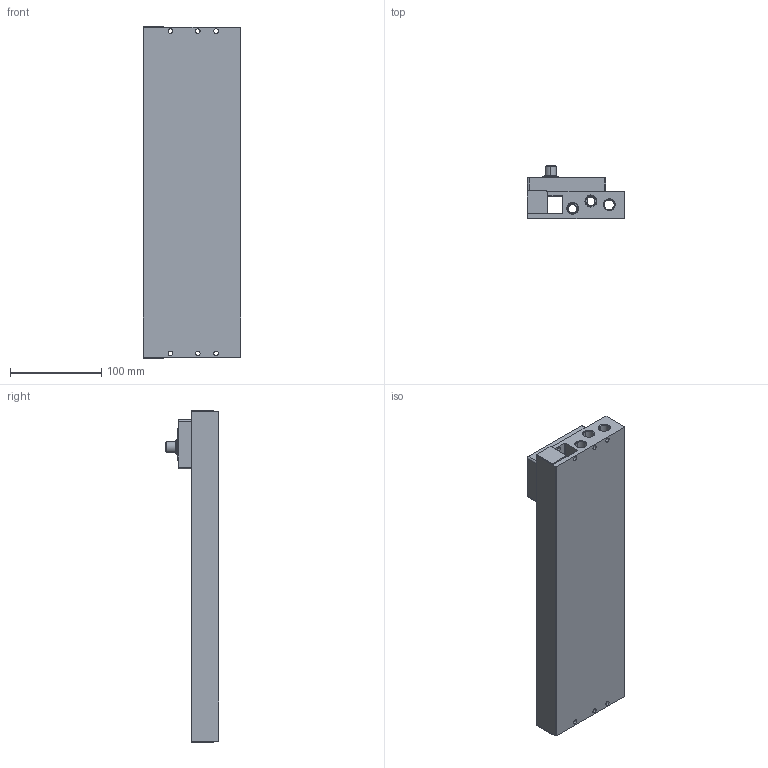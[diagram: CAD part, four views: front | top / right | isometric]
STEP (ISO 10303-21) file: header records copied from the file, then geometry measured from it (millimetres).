
FILE_DESCRIPTION (( 'STEP AP203' ), '1' );
FILE_NAME ('ES2VM-18F-06LK32.STEP', '2022-08-02T06:41:56', ( '' ), ( '' ), 'SwSTEP 2.0', 'SolidWorks 2022', '' );
FILE_SCHEMA (( 'CONFIG_CONTROL_DESIGN' ));
Length unit declared in the file: millimetre
Products named in the file (1): ES2VM-18F-06LK32
Bounding box: 106.7 x 58.4 x 363 mm (x, y, z)
Volume: 985411.3 mm3; surface area: 182400.6 mm2
Topology: 1 solids, 1 shells, 537 faces, 1232 edges, 790 vertices
Faces by surface type: cylinder 228, cone 164, plane 133, bspline 12
Entity records: 15679 total; most frequent: DIRECTION 3000, CARTESIAN_POINT 2776, ORIENTED_EDGE 2464, AXIS2_PLACEMENT_3D 1254, EDGE_CURVE 1232, VERTEX_POINT 790, CIRCLE 728, EDGE_LOOP 654
